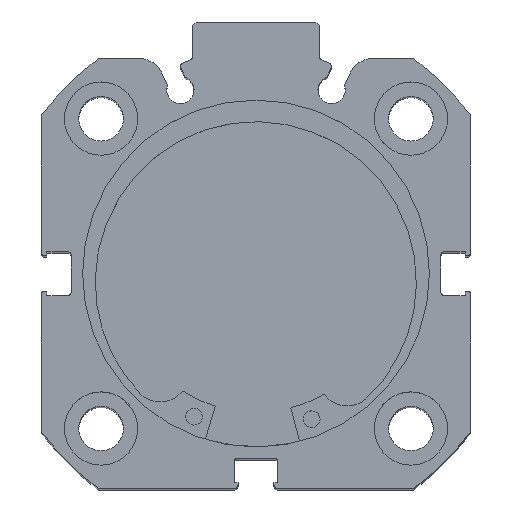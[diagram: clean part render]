
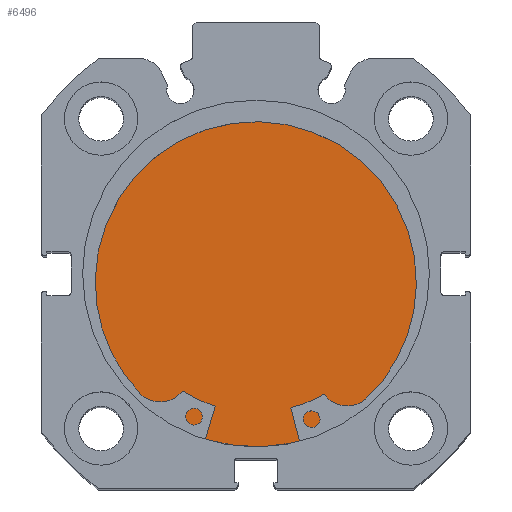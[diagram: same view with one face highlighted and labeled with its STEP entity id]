
A CAD part, top view. The second image highlights one B-rep face of the part: STEP entity #6496.
In plain terms, the highlighted face is planar.
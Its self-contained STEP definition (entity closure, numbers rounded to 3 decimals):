
#815 = EDGE_LOOP ( 'NONE', ( #909, #908 ) ) ;
#908 = ORIENTED_EDGE ( 'NONE', *, *, #1474, .F. ) ;
#909 = ORIENTED_EDGE ( 'NONE', *, *, #1463, .F. ) ;
#1463 = EDGE_CURVE ( 'NONE', #3846, #3844, #3502, .T. ) ;
#1474 = EDGE_CURVE ( 'NONE', #3844, #3846, #3530, .T. ) ;
#1863 = AXIS2_PLACEMENT_3D ( 'NONE', #2785, #2790, #2791 ) ;
#1869 = AXIS2_PLACEMENT_3D ( 'NONE', #2818, #2820, #2821 ) ;
#2072 = AXIS2_PLACEMENT_3D ( 'NONE', #5539, #5541, #5542 ) ;
#2785 = CARTESIAN_POINT ( 'NONE',  ( 9., 0., 0. ) ) ;
#2790 = DIRECTION ( 'NONE',  ( -1., 0., 0. ) ) ;
#2791 = DIRECTION ( 'NONE',  ( 0., 0., 1. ) ) ;
#2818 = CARTESIAN_POINT ( 'NONE',  ( 9., 0., 0. ) ) ;
#2820 = DIRECTION ( 'NONE',  ( -1., 0., 0. ) ) ;
#2821 = DIRECTION ( 'NONE',  ( 0., 0., 1. ) ) ;
#3502 = CIRCLE ( 'NONE', #1863, 26. ) ;
#3530 = CIRCLE ( 'NONE', #1869, 26. ) ;
#3844 = VERTEX_POINT ( 'NONE', #5328 ) ;
#3846 = VERTEX_POINT ( 'NONE', #5330 ) ;
#4363 = FACE_OUTER_BOUND ( 'NONE', #815, .T. ) ;
#5328 = CARTESIAN_POINT ( 'NONE',  ( 9., 0., -26. ) ) ;
#5330 = CARTESIAN_POINT ( 'NONE',  ( 9., 0., 26. ) ) ;
#5539 = CARTESIAN_POINT ( 'NONE',  ( 9., 26., 0. ) ) ;
#5540 = PLANE ( 'NONE',  #2072 ) ;
#5541 = DIRECTION ( 'NONE',  ( -1., 0., 0. ) ) ;
#5542 = DIRECTION ( 'NONE',  ( 0., 0., 1. ) ) ;
#6496 = ADVANCED_FACE ( 'NONE', ( #4363 ), #5540, .F. ) ;
